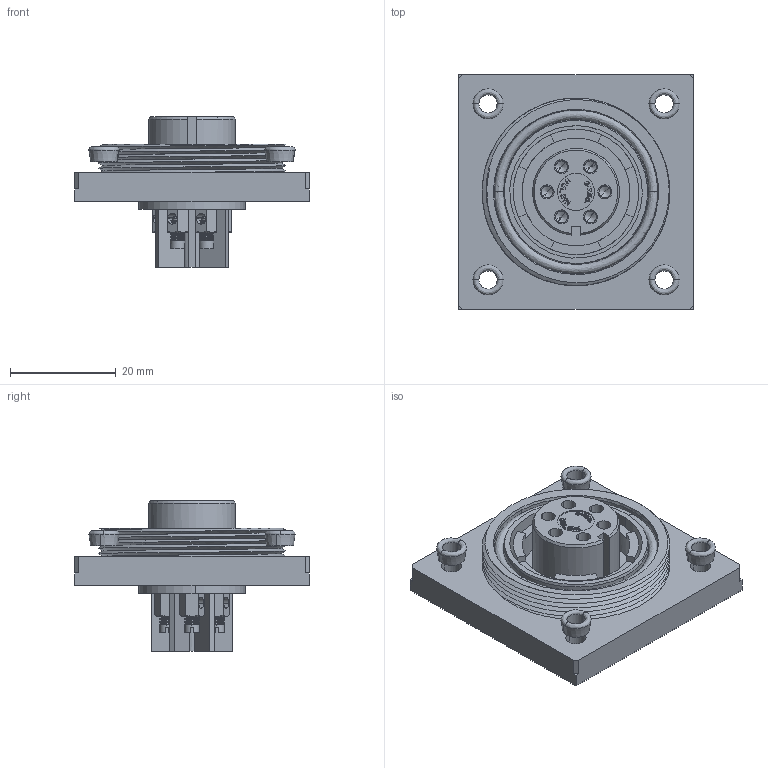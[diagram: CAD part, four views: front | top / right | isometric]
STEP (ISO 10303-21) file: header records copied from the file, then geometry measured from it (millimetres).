
FILE_DESCRIPTION(('STEP AP242'),'1');
FILE_NAME('px0767-s.stp','2024-05-07T22:58:32',('TraceParts'),('TraceParts S.A.'),'Spatial InterOp 3D',' ',' ');
FILE_SCHEMA(('AP242_MANAGED_MODEL_BASED_3D_ENGINEERING_MIM_LF {1 0 10303 442 1 1 4}'));
Length unit declared in the file: millimetre
Products named in the file (1): MSBR
Bounding box: 44.45 x 44.45 x 28.57 mm (x, y, z)
Volume: 16621.2 mm3; surface area: 14319.7 mm2
Topology: 5 solids, 11 shells, 1321 faces, 3906 edges, 2635 vertices
Faces by surface type: plane 810, cylinder 242, bspline 136, cone 133
Entity records: 111355 total; most frequent: CARTESIAN_POINT 67588, ORIENTED_EDGE 7776, DIRECTION 6368, EDGE_CURVE 3888, VERTEX_POINT 2641, LINE 2364, VECTOR 2364, AXIS2_PLACEMENT_3D 2002
